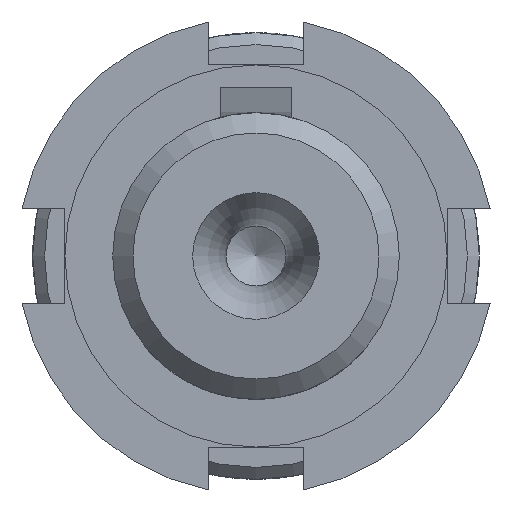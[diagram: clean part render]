
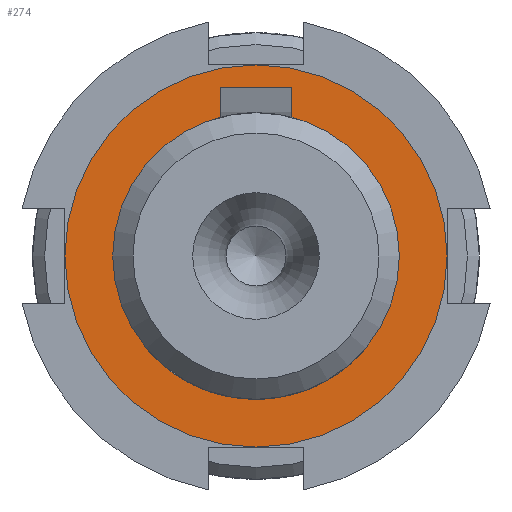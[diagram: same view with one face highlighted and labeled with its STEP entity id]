
A CAD part, left-side view. The second image highlights one B-rep face of the part: STEP entity #274.
In plain terms, the highlighted planar face has unit normal (-1, 0, 0).
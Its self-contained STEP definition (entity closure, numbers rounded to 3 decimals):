
#274 = ADVANCED_FACE( '', ( #630, #631 ), #632, .T. );
#630 = FACE_OUTER_BOUND( '', #1066, .T. );
#631 = FACE_BOUND( '', #1067, .T. );
#632 = PLANE( '', #1068 );
#1066 = EDGE_LOOP( '', ( #1724 ) );
#1067 = EDGE_LOOP( '', ( #1725 ) );
#1068 = AXIS2_PLACEMENT_3D( '', #1726, #1727, #1728 );
#1724 = ORIENTED_EDGE( '', *, *, #2213, .T. );
#1725 = ORIENTED_EDGE( '', *, *, #2428, .F. );
#1726 = CARTESIAN_POINT( '', ( -46.6, 0., 0. ) );
#1727 = DIRECTION( '', ( -1., 0., 0. ) );
#1728 = DIRECTION( '', ( 0., 1., 0. ) );
#2213 = EDGE_CURVE( '', #2568, #2568, #2569, .T. );
#2428 = EDGE_CURVE( '', #2912, #2912, #2913, .T. );
#2568 = VERTEX_POINT( '', #3112 );
#2569 = CIRCLE( '', #3113, 8. );
#2912 = VERTEX_POINT( '', #3589 );
#2913 = CIRCLE( '', #3590, 6. );
#3112 = CARTESIAN_POINT( '', ( -46.6, 0., 8. ) );
#3113 = AXIS2_PLACEMENT_3D( '', #3831, #3832, #3833 );
#3589 = CARTESIAN_POINT( '', ( -46.6, 0., 6. ) );
#3590 = AXIS2_PLACEMENT_3D( '', #4126, #4127, #4128 );
#3831 = CARTESIAN_POINT( '', ( -46.6, 0., 0. ) );
#3832 = DIRECTION( '', ( -1., 0., 0. ) );
#3833 = DIRECTION( '', ( 0., 0., 1. ) );
#4126 = CARTESIAN_POINT( '', ( -46.6, 0., 0. ) );
#4127 = DIRECTION( '', ( -1., 0., 0. ) );
#4128 = DIRECTION( '', ( 0., 0., 1. ) );
